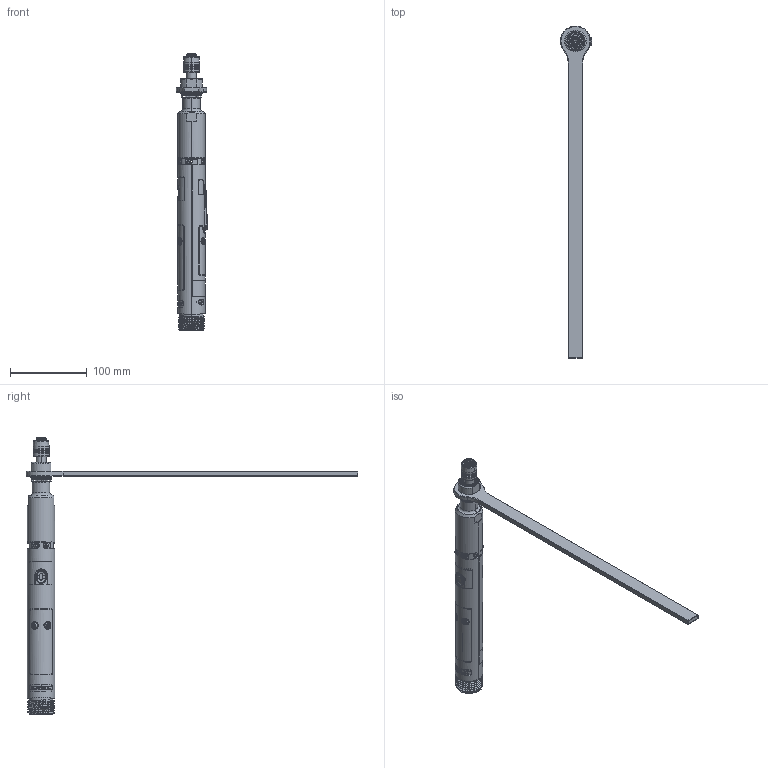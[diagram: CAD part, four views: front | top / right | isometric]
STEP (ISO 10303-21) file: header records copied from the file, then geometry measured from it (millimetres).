
FILE_DESCRIPTION((''),'2;1');
FILE_NAME('EB12LB-2','2017-07-06T',('DMG0713'),(''),'PRO/ENGINEER BY PARAMETRIC TECHNOLOGY CORPORATION, 2010430','PRO/ENGINEER BY PARAMETRIC TECHNOLOGY CORPORATION, 2010430','');
FILE_SCHEMA(('CONFIG_CONTROL_DESIGN'));
Products named in the file (1): EB12LB-2
Bounding box: 40.74 x 431.8 x 359.33 mm (x, y, z)
Surface area: 95002.5 mm2 (no closed solid volume)
Topology: 0 solids, 142 shells, 1316 faces, 5417 edges, 4088 vertices
Faces by surface type: cylinder 434, plane 434, bspline 308, cone 57, torus 52, sphere 17, extrusion 14
Entity records: 78624 total; most frequent: CARTESIAN_POINT 39420, ORIENTED_EDGE 7563, DIRECTION 6725, EDGE_CURVE 5407, VERTEX_POINT 4088, VECTOR 2407, LINE 2393, AXIS2_PLACEMENT_3D 2159
